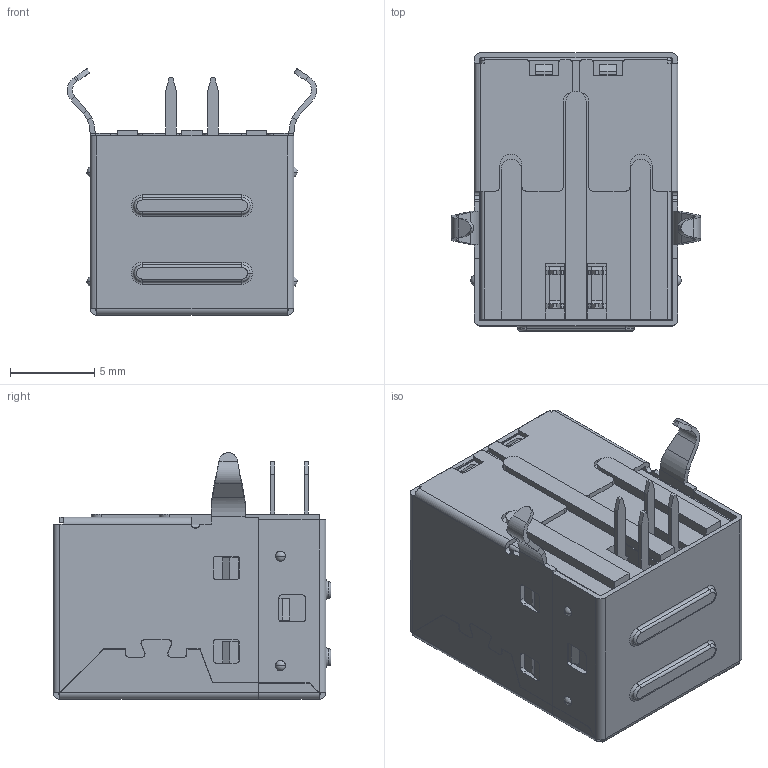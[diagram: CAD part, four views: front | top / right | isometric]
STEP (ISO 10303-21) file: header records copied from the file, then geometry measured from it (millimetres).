
FILE_DESCRIPTION (( 'STEP AP214' ), '1' );
FILE_NAME ('User Library-Samtec - USB-B-S-X-W-TH.STEP', '2011-06-18T03:48:21', ( 'sysAdmin' ), ( 'SolidWorks' ), 'SwSTEP 2.0', 'SolidWorks 2011', '' );
FILE_SCHEMA (( 'AUTOMOTIVE_DESIGN' ));
Length unit declared in the file: millimetre
Products named in the file (6): User Library-Samtec - USB-B-S-X-W-TH_housing-USB BF TH____2; User Library-Samtec - USB-B-S-X-W-TH_rear shell-USB BF TH____2; User Library-Samtec - USB-B-S-X-W-TH_contact02-USB BF TH____2; User Library-Samtec - USB-B-S-X-W-TH_contact01-USB BF TH____2; User Library-Samtec - USB-B-S-X-W-TH_shell-USB BF TH____2; User Library-Samtec - USB-B-S-X-W-TH
Assembly tree (7 placements, depth 2):
  User Library-Samtec - USB-B-S-X-W-TH
    User Library-Samtec - USB-B-S-X-W-TH_shell-USB BF TH____2
    User Library-Samtec - USB-B-S-X-W-TH_contact01-USB BF TH____2  x2
    User Library-Samtec - USB-B-S-X-W-TH_contact02-USB BF TH____2  x2
    User Library-Samtec - USB-B-S-X-W-TH_housing-USB BF TH____2
    User Library-Samtec - USB-B-S-X-W-TH_rear shell-USB BF TH____2
Bounding box: 14.8 x 16.5 x 14.64 mm (x, y, z)
Volume: 1116 mm3; surface area: 3493.4 mm2
Topology: 6 solids, 7 shells, 1008 faces, 2826 edges, 1840 vertices
Faces by surface type: plane 688, cylinder 267, torus 22, sphere 16, bspline 15
Entity records: 36913 total; most frequent: CARTESIAN_POINT 5538, ORIENTED_EDGE 4686, DIRECTION 4409, EDGE_CURVE 2350, VECTOR 1833, LINE 1833, VERTEX_POINT 1524, AXIS2_PLACEMENT_3D 1288
